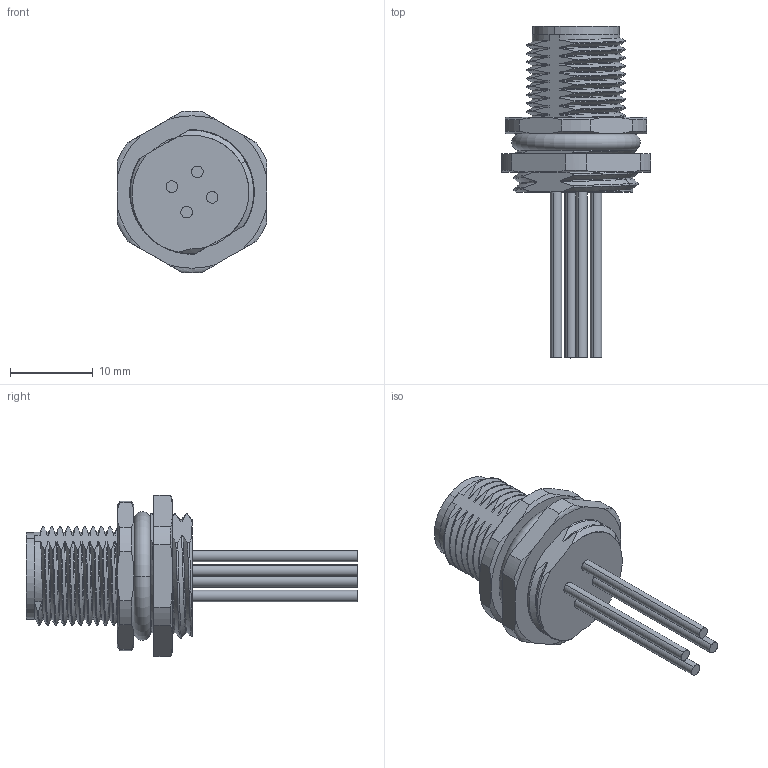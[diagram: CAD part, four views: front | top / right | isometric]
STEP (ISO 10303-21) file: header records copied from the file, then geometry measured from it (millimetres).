
FILE_DESCRIPTION((''),'2;1');
FILE_NAME('M12-M04A-BK-PG9-W0_25','2017-07-14T',('hq.zhang'),(''),'PRO/ENGINEER BY PARAMETRIC TECHNOLOGY CORPORATION, 2012480','PRO/ENGINEER BY PARAMETRIC TECHNOLOGY CORPORATION, 2012480','');
FILE_SCHEMA(('AUTOMOTIVE_DESIGN { 1 0 10303 214 1 1 1 1 }'));
Length unit declared in the file: millimetre
Products named in the file (1): M12-M04A-BK-PG9-W0_25
Bounding box: 18 x 40 x 19.5 mm (x, y, z)
Volume: 2580.2 mm3; surface area: 2664.6 mm2
Topology: 1 solids, 1 shells, 343 faces, 1047 edges, 706 vertices
Faces by surface type: cylinder 100, bspline 82, plane 79, extrusion 45, cone 18, torus 11, sphere 8
Entity records: 18024 total; most frequent: CARTESIAN_POINT 9476, ORIENTED_EDGE 2078, DIRECTION 1247, EDGE_CURVE 1039, VERTEX_POINT 706, B_SPLINE_CURVE_WITH_KNOTS 517, AXIS2_PLACEMENT_3D 419, VECTOR 409
